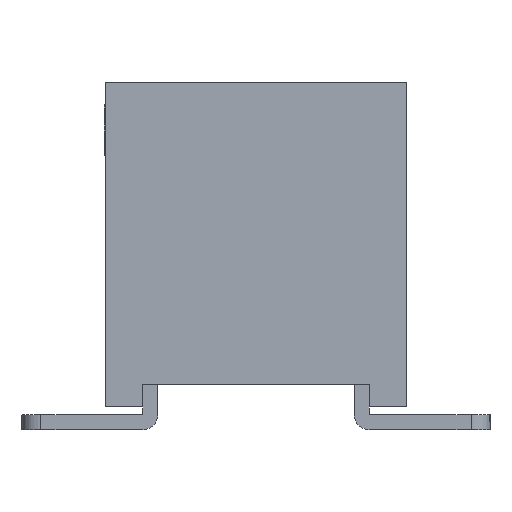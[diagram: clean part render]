
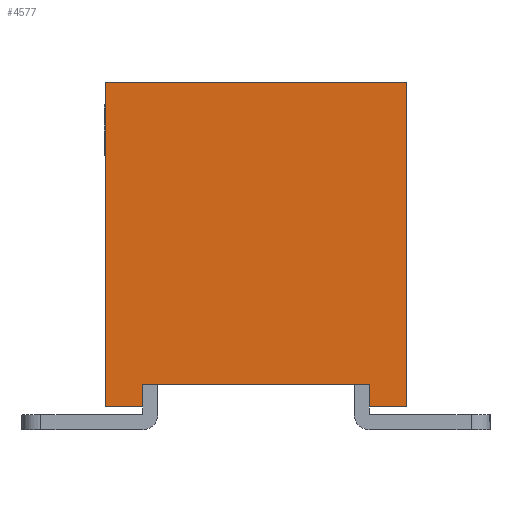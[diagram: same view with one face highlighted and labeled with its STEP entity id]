
A CAD part, left-side view. The second image highlights one B-rep face of the part: STEP entity #4577.
In plain terms, the highlighted planar face has unit normal (-1, 0, 0).
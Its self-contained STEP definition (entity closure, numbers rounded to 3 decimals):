
#1277 = ORIENTED_EDGE ( 'NONE', *, *, #15583, .T. ) ;
#1595 = VECTOR ( 'NONE', #16665, 1000. ) ;
#1919 = AXIS2_PLACEMENT_3D ( 'NONE', #4159, #12110, #20043 ) ;
#2453 = VECTOR ( 'NONE', #17854, 1000. ) ;
#2646 = EDGE_CURVE ( 'NONE', #22839, #6067, #18356, .T. ) ;
#3907 = EDGE_CURVE ( 'NONE', #6067, #5866, #24675, .T. ) ;
#3926 = VERTEX_POINT ( 'NONE', #24289 ) ;
#4076 = ORIENTED_EDGE ( 'NONE', *, *, #10670, .F. ) ;
#4159 = CARTESIAN_POINT ( 'NONE',  ( -7.1, -2., 4.3 ) ) ;
#4405 = CARTESIAN_POINT ( 'NONE',  ( -7.1, -2., 4.3 ) ) ;
#4502 = ORIENTED_EDGE ( 'NONE', *, *, #7785, .F. ) ;
#4540 = LINE ( 'NONE', #4923, #22599 ) ;
#4546 = EDGE_CURVE ( 'NONE', #3926, #8281, #9374, .T. ) ;
#4577 = ADVANCED_FACE ( 'NONE', ( #22249 ), #12233, .F. ) ;
#4915 = CARTESIAN_POINT ( 'NONE',  ( -7.1, -1.5, 0.3 ) ) ;
#4923 = CARTESIAN_POINT ( 'NONE',  ( -7.1, -2., 4.3 ) ) ;
#5866 = VERTEX_POINT ( 'NONE', #6991 ) ;
#6067 = VERTEX_POINT ( 'NONE', #20252 ) ;
#6843 = DIRECTION ( 'NONE',  ( 0., -1., 0. ) ) ;
#6991 = CARTESIAN_POINT ( 'NONE',  ( -7.1, 1.5, 0.3 ) ) ;
#7568 = DIRECTION ( 'NONE',  ( 0., 0., -1. ) ) ;
#7785 = EDGE_CURVE ( 'NONE', #24262, #15543, #4540, .T. ) ;
#8048 = EDGE_CURVE ( 'NONE', #22839, #15543, #23648, .T. ) ;
#8231 = VECTOR ( 'NONE', #7568, 1000. ) ;
#8281 = VERTEX_POINT ( 'NONE', #19178 ) ;
#9374 = LINE ( 'NONE', #23537, #18945 ) ;
#9948 = VECTOR ( 'NONE', #21603, 1000. ) ;
#10670 = EDGE_CURVE ( 'NONE', #5866, #15301, #17983, .T. ) ;
#11031 = CARTESIAN_POINT ( 'NONE',  ( -7.1, -2., 0. ) ) ;
#12110 = DIRECTION ( 'NONE',  ( 1., 0., 0. ) ) ;
#12233 = PLANE ( 'NONE',  #1919 ) ;
#12880 = DIRECTION ( 'NONE',  ( 0., 0., -1. ) ) ;
#13120 = ORIENTED_EDGE ( 'NONE', *, *, #25170, .F. ) ;
#13501 = ORIENTED_EDGE ( 'NONE', *, *, #4546, .T. ) ;
#13643 = ORIENTED_EDGE ( 'NONE', *, *, #8048, .T. ) ;
#14078 = VECTOR ( 'NONE', #6843, 1000. ) ;
#14963 = CARTESIAN_POINT ( 'NONE',  ( -7.1, -2., 0. ) ) ;
#14990 = ORIENTED_EDGE ( 'NONE', *, *, #3907, .F. ) ;
#15301 = VERTEX_POINT ( 'NONE', #23008 ) ;
#15543 = VERTEX_POINT ( 'NONE', #11031 ) ;
#15583 = EDGE_CURVE ( 'NONE', #8281, #15301, #18941, .T. ) ;
#15879 = CARTESIAN_POINT ( 'NONE',  ( -7.1, -1.5, 0. ) ) ;
#16345 = CARTESIAN_POINT ( 'NONE',  ( -7.1, -2., 0. ) ) ;
#16665 = DIRECTION ( 'NONE',  ( 0., 0., 1. ) ) ;
#17456 = DIRECTION ( 'NONE',  ( 0., 0., -1. ) ) ;
#17854 = DIRECTION ( 'NONE',  ( 0., -1., 0. ) ) ;
#17983 = LINE ( 'NONE', #19805, #8231 ) ;
#18226 = CARTESIAN_POINT ( 'NONE',  ( -7.1, -1.5, -0.3 ) ) ;
#18356 = LINE ( 'NONE', #18226, #1595 ) ;
#18941 = LINE ( 'NONE', #14963, #14078 ) ;
#18945 = VECTOR ( 'NONE', #17456, 1000. ) ;
#19178 = CARTESIAN_POINT ( 'NONE',  ( -7.1, 2., 0. ) ) ;
#19785 = LINE ( 'NONE', #4405, #2453 ) ;
#19805 = CARTESIAN_POINT ( 'NONE',  ( -7.1, 1.5, -0.3 ) ) ;
#20043 = DIRECTION ( 'NONE',  ( 0., 0., -1. ) ) ;
#20252 = CARTESIAN_POINT ( 'NONE',  ( -7.1, -1.5, 0.3 ) ) ;
#21416 = ORIENTED_EDGE ( 'NONE', *, *, #2646, .F. ) ;
#21603 = DIRECTION ( 'NONE',  ( 0., -1., 0. ) ) ;
#22249 = FACE_OUTER_BOUND ( 'NONE', #24762, .T. ) ;
#22599 = VECTOR ( 'NONE', #12880, 1000. ) ;
#22619 = CARTESIAN_POINT ( 'NONE',  ( -7.1, -2., 4.3 ) ) ;
#22839 = VERTEX_POINT ( 'NONE', #15879 ) ;
#23008 = CARTESIAN_POINT ( 'NONE',  ( -7.1, 1.5, 0. ) ) ;
#23537 = CARTESIAN_POINT ( 'NONE',  ( -7.1, 2., 4.3 ) ) ;
#23648 = LINE ( 'NONE', #16345, #9948 ) ;
#24011 = VECTOR ( 'NONE', #24175, 1000. ) ;
#24175 = DIRECTION ( 'NONE',  ( 0., 1., 0. ) ) ;
#24262 = VERTEX_POINT ( 'NONE', #22619 ) ;
#24289 = CARTESIAN_POINT ( 'NONE',  ( -7.1, 2., 4.3 ) ) ;
#24675 = LINE ( 'NONE', #4915, #24011 ) ;
#24762 = EDGE_LOOP ( 'NONE', ( #14990, #21416, #13643, #4502, #13120, #13501, #1277, #4076 ) ) ;
#25170 = EDGE_CURVE ( 'NONE', #3926, #24262, #19785, .T. ) ;
